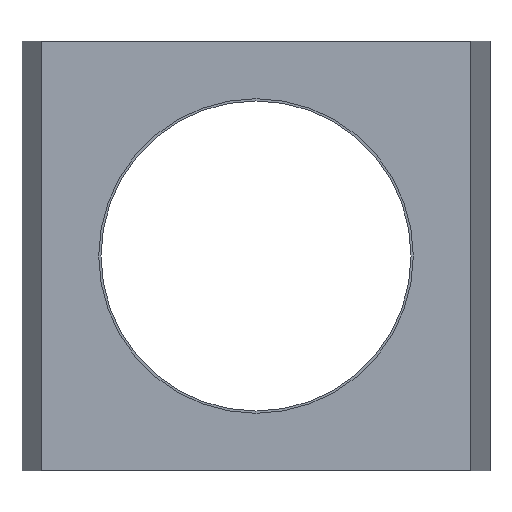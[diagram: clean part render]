
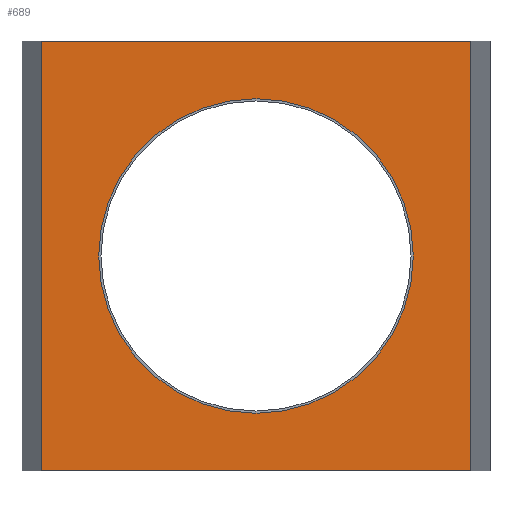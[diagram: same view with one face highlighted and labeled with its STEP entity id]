
A CAD part, front view. The second image highlights one B-rep face of the part: STEP entity #689.
In plain terms, the highlighted planar face has unit normal (0, -1, 0).
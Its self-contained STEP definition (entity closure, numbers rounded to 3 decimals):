
#31 = CARTESIAN_POINT ( 'NONE',  ( -387.5, 0., 387.5 ) ) ;
#32 = CARTESIAN_POINT ( 'NONE',  ( -387.5, 0., 387.5 ) ) ;
#40 = EDGE_CURVE ( 'NONE', #88, #134, #360, .T. ) ;
#68 = AXIS2_PLACEMENT_3D ( 'NONE', #80, #380, #156 ) ;
#80 = CARTESIAN_POINT ( 'NONE',  ( 0., 0., 0. ) ) ;
#82 = CIRCLE ( 'NONE', #68, 284. ) ;
#85 = ORIENTED_EDGE ( 'NONE', *, *, #495, .F. ) ;
#88 = VERTEX_POINT ( 'NONE', #295 ) ;
#90 = EDGE_LOOP ( 'NONE', ( #839, #886 ) ) ;
#94 = LINE ( 'NONE', #32, #297 ) ;
#95 = AXIS2_PLACEMENT_3D ( 'NONE', #112, #644, #98 ) ;
#98 = DIRECTION ( 'NONE',  ( 0., 0., -1. ) ) ;
#112 = CARTESIAN_POINT ( 'NONE',  ( 0., 0., 0. ) ) ;
#134 = VERTEX_POINT ( 'NONE', #220 ) ;
#151 = VERTEX_POINT ( 'NONE', #957 ) ;
#156 = DIRECTION ( 'NONE',  ( 0., 0., -1. ) ) ;
#185 = CARTESIAN_POINT ( 'NONE',  ( 387.5, 0., -387.5 ) ) ;
#220 = CARTESIAN_POINT ( 'NONE',  ( -387.5, 0., -387.5 ) ) ;
#254 = FACE_BOUND ( 'NONE', #90, .T. ) ;
#295 = CARTESIAN_POINT ( 'NONE',  ( -387.5, 0., 387.5 ) ) ;
#297 = VECTOR ( 'NONE', #702, 1000. ) ;
#311 = FACE_OUTER_BOUND ( 'NONE', #593, .T. ) ;
#316 = VECTOR ( 'NONE', #497, 1000. ) ;
#327 = DIRECTION ( 'NONE',  ( 0., 1., 0. ) ) ;
#360 = LINE ( 'NONE', #366, #929 ) ;
#366 = CARTESIAN_POINT ( 'NONE',  ( -387.5, 0., 387.5 ) ) ;
#380 = DIRECTION ( 'NONE',  ( 0., -1., 0. ) ) ;
#404 = VERTEX_POINT ( 'NONE', #489 ) ;
#411 = EDGE_CURVE ( 'NONE', #404, #690, #532, .T. ) ;
#434 = EDGE_CURVE ( 'NONE', #134, #598, #794, .T. ) ;
#463 = EDGE_CURVE ( 'NONE', #151, #598, #700, .T. ) ;
#489 = CARTESIAN_POINT ( 'NONE',  ( 0., 0., 284. ) ) ;
#495 = EDGE_CURVE ( 'NONE', #88, #151, #94, .T. ) ;
#497 = DIRECTION ( 'NONE',  ( 0., 0., -1. ) ) ;
#532 = CIRCLE ( 'NONE', #95, 284. ) ;
#593 = EDGE_LOOP ( 'NONE', ( #827, #837, #85, #814 ) ) ;
#598 = VERTEX_POINT ( 'NONE', #185 ) ;
#600 = DIRECTION ( 'NONE',  ( 0., 0., -1. ) ) ;
#632 = DIRECTION ( 'NONE',  ( 1., 0., 0. ) ) ;
#637 = DIRECTION ( 'NONE',  ( 0., 0., 1. ) ) ;
#644 = DIRECTION ( 'NONE',  ( 0., -1., 0. ) ) ;
#689 = ADVANCED_FACE ( 'NONE', ( #254, #311 ), #707, .F. ) ;
#690 = VERTEX_POINT ( 'NONE', #930 ) ;
#700 = LINE ( 'NONE', #938, #316 ) ;
#702 = DIRECTION ( 'NONE',  ( 1., 0., 0. ) ) ;
#707 = PLANE ( 'NONE',  #848 ) ;
#748 = VECTOR ( 'NONE', #632, 1000. ) ;
#794 = LINE ( 'NONE', #866, #748 ) ;
#814 = ORIENTED_EDGE ( 'NONE', *, *, #40, .T. ) ;
#827 = ORIENTED_EDGE ( 'NONE', *, *, #434, .T. ) ;
#837 = ORIENTED_EDGE ( 'NONE', *, *, #463, .F. ) ;
#839 = ORIENTED_EDGE ( 'NONE', *, *, #882, .F. ) ;
#848 = AXIS2_PLACEMENT_3D ( 'NONE', #31, #327, #637 ) ;
#866 = CARTESIAN_POINT ( 'NONE',  ( -387.5, 0., -387.5 ) ) ;
#882 = EDGE_CURVE ( 'NONE', #690, #404, #82, .T. ) ;
#886 = ORIENTED_EDGE ( 'NONE', *, *, #411, .F. ) ;
#929 = VECTOR ( 'NONE', #600, 1000. ) ;
#930 = CARTESIAN_POINT ( 'NONE',  ( 0., 0., -284. ) ) ;
#938 = CARTESIAN_POINT ( 'NONE',  ( 387.5, 0., 387.5 ) ) ;
#957 = CARTESIAN_POINT ( 'NONE',  ( 387.5, 0., 387.5 ) ) ;
